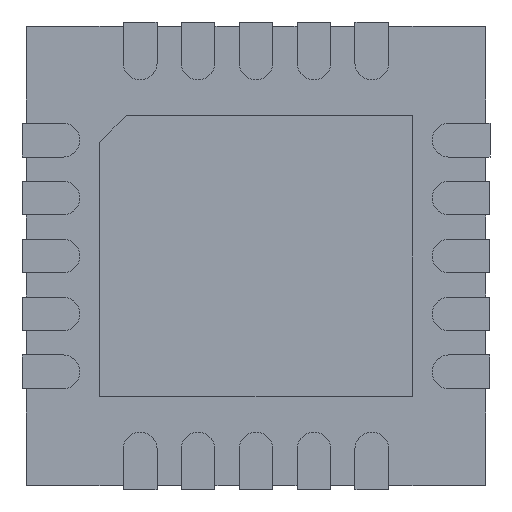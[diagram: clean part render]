
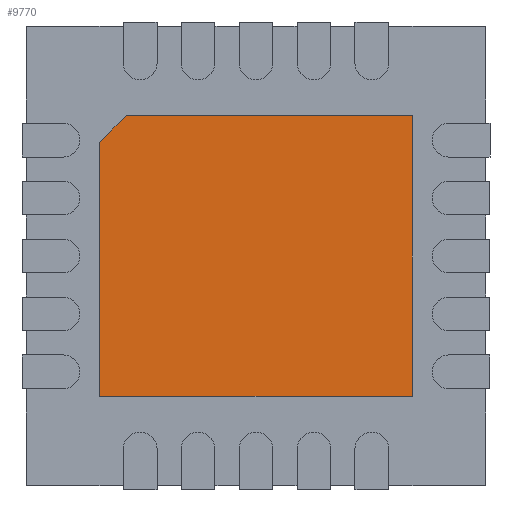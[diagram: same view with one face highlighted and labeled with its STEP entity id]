
A CAD part, front view. The second image highlights one B-rep face of the part: STEP entity #9770.
In plain terms, the highlighted planar face has unit normal (0, -1, 0).
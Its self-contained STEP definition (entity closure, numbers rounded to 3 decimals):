
#214 = DIRECTION ( 'NONE',  ( 0., 0., -1. ) ) ;
#682 = VERTEX_POINT ( 'NONE', #6897 ) ;
#695 = VECTOR ( 'NONE', #5105, 1000. ) ;
#875 = DIRECTION ( 'NONE',  ( 0., 0., -1. ) ) ;
#1970 = ORIENTED_EDGE ( 'NONE', *, *, #9854, .T. ) ;
#1978 = DIRECTION ( 'NONE',  ( -0.707, 0., -0.707 ) ) ;
#2025 = DIRECTION ( 'NONE',  ( 0., -1., 0. ) ) ;
#2214 = DIRECTION ( 'NONE',  ( 0., 0., 1. ) ) ;
#2513 = EDGE_CURVE ( 'NONE', #9048, #2699, #8155, .T. ) ;
#2558 = CARTESIAN_POINT ( 'NONE',  ( -1.455, -0.05, 1.575 ) ) ;
#2699 = VERTEX_POINT ( 'NONE', #6333 ) ;
#3038 = ORIENTED_EDGE ( 'NONE', *, *, #10487, .T. ) ;
#3456 = EDGE_CURVE ( 'NONE', #5639, #682, #5966, .T. ) ;
#4673 = LINE ( 'NONE', #5680, #9370 ) ;
#4825 = ORIENTED_EDGE ( 'NONE', *, *, #3456, .T. ) ;
#5105 = DIRECTION ( 'NONE',  ( -1., 0., 0. ) ) ;
#5639 = VERTEX_POINT ( 'NONE', #8799 ) ;
#5680 = CARTESIAN_POINT ( 'NONE',  ( -1.755, -0.05, -1.575 ) ) ;
#5768 = CARTESIAN_POINT ( 'NONE',  ( -1.755, -0.05, 1.275 ) ) ;
#5803 = VERTEX_POINT ( 'NONE', #2558 ) ;
#5830 = PLANE ( 'NONE',  #9934 ) ;
#5835 = CARTESIAN_POINT ( 'NONE',  ( 1.755, -0.05, 1.575 ) ) ;
#5966 = LINE ( 'NONE', #5835, #8681 ) ;
#6333 = CARTESIAN_POINT ( 'NONE',  ( -1.755, -0.05, -1.575 ) ) ;
#6449 = ORIENTED_EDGE ( 'NONE', *, *, #2513, .T. ) ;
#6518 = LINE ( 'NONE', #7555, #10268 ) ;
#6897 = CARTESIAN_POINT ( 'NONE',  ( 1.755, -0.05, 1.575 ) ) ;
#7250 = CARTESIAN_POINT ( 'NONE',  ( -1.755, -0.05, 1.275 ) ) ;
#7555 = CARTESIAN_POINT ( 'NONE',  ( -1.755, -0.05, 1.275 ) ) ;
#7643 = DIRECTION ( 'NONE',  ( 1., 0., 0. ) ) ;
#7720 = VECTOR ( 'NONE', #875, 1000. ) ;
#7783 = LINE ( 'NONE', #10499, #695 ) ;
#8155 = LINE ( 'NONE', #7250, #7720 ) ;
#8681 = VECTOR ( 'NONE', #2214, 1000. ) ;
#8799 = CARTESIAN_POINT ( 'NONE',  ( 1.755, -0.05, -1.575 ) ) ;
#8834 = EDGE_CURVE ( 'NONE', #5803, #9048, #6518, .T. ) ;
#9048 = VERTEX_POINT ( 'NONE', #5768 ) ;
#9370 = VECTOR ( 'NONE', #7643, 1000. ) ;
#9446 = ORIENTED_EDGE ( 'NONE', *, *, #8834, .T. ) ;
#9495 = CARTESIAN_POINT ( 'NONE',  ( 0., -0.05, 0. ) ) ;
#9770 = ADVANCED_FACE ( 'NONE', ( #11774 ), #5830, .T. ) ;
#9854 = EDGE_CURVE ( 'NONE', #682, #5803, #7783, .T. ) ;
#9934 = AXIS2_PLACEMENT_3D ( 'NONE', #9495, #2025, #214 ) ;
#10268 = VECTOR ( 'NONE', #1978, 1000. ) ;
#10487 = EDGE_CURVE ( 'NONE', #2699, #5639, #4673, .T. ) ;
#10499 = CARTESIAN_POINT ( 'NONE',  ( -1.455, -0.05, 1.575 ) ) ;
#10571 = EDGE_LOOP ( 'NONE', ( #4825, #1970, #9446, #6449, #3038 ) ) ;
#11774 = FACE_OUTER_BOUND ( 'NONE', #10571, .T. ) ;
